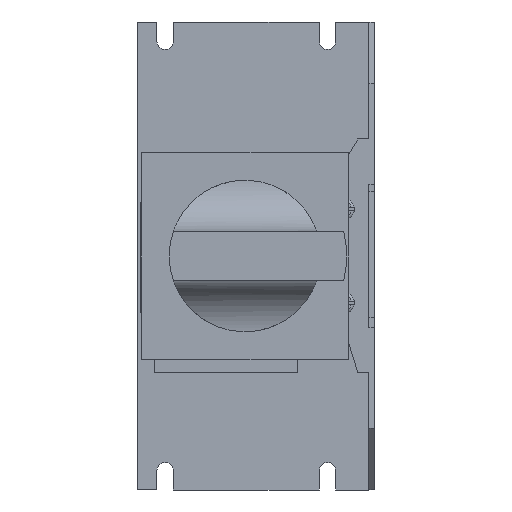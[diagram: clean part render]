
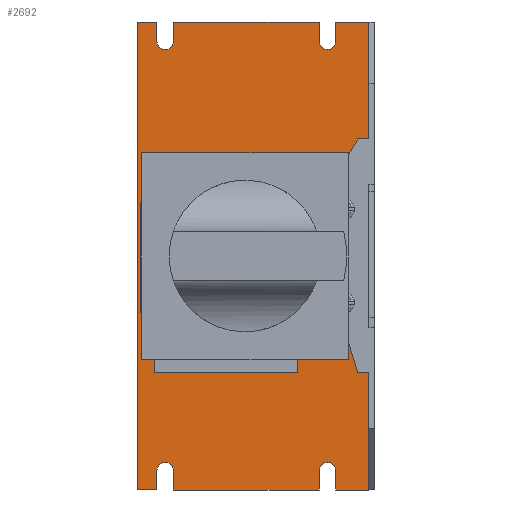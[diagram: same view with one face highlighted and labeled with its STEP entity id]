
A CAD part, front view. The second image highlights one B-rep face of the part: STEP entity #2692.
In plain terms, the highlighted planar face has unit normal (0, -1, 0).
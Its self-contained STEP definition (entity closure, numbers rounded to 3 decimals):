
#1276=VERTEX_POINT('',#3715);
#1368=EDGE_CURVE('',#2880,#2606,#3815,.T.);
#1374=EDGE_CURVE('',#3650,#1276,#3821,.T.);
#1440=VERTEX_POINT('',#3894);
#1490=EDGE_CURVE('',#2660,#2514,#3948,.T.);
#1504=VERTEX_POINT('',#3964);
#1522=EDGE_CURVE('',#3488,#1954,#3984,.T.);
#1564=VERTEX_POINT('',#4028);
#1712=VERTEX_POINT('',#4196);
#1744=EDGE_CURVE('',#3216,#2410,#4229,.T.);
#1860=EDGE_CURVE('',#1276,#2660,#4356,.T.);
#1878=VERTEX_POINT('',#4376);
#1902=EDGE_CURVE('',#1564,#1878,#4402,.T.);
#1954=VERTEX_POINT('',#4466);
#1984=VERTEX_POINT('',#4502);
#2136=VERTEX_POINT('',#4668);
#2342=EDGE_CURVE('',#2606,#2136,#4912,.T.);
#2360=EDGE_CURVE('',#2136,#1712,#4931,.T.);
#2410=VERTEX_POINT('',#4985);
#2424=EDGE_CURVE('',#1440,#3488,#4999,.T.);
#2462=EDGE_CURVE('',#1984,#2842,#5040,.T.);
#2514=VERTEX_POINT('',#5097);
#2526=EDGE_CURVE('',#2968,#3650,#5111,.T.);
#2606=VERTEX_POINT('',#5199);
#2620=EDGE_CURVE('',#2842,#1440,#5214,.T.);
#2660=VERTEX_POINT('',#5257);
#2692=ADVANCED_FACE('',(#5293),#5294,.T.);
#2802=EDGE_CURVE('',#1712,#1504,#5412,.T.);
#2832=EDGE_CURVE('',#1954,#2968,#5447,.T.);
#2842=VERTEX_POINT('',#5459);
#2880=VERTEX_POINT('',#5498);
#2954=VERTEX_POINT('',#5579);
#2968=VERTEX_POINT('',#5595);
#3026=EDGE_CURVE('',#2410,#1564,#5657,.T.);
#3188=EDGE_CURVE('',#1878,#1984,#5839,.T.);
#3206=EDGE_CURVE('',#2514,#2880,#5860,.T.);
#3216=VERTEX_POINT('',#5872);
#3488=VERTEX_POINT('',#6165);
#3518=EDGE_CURVE('',#2954,#3216,#6196,.T.);
#3650=VERTEX_POINT('',#6340);
#3654=EDGE_CURVE('',#1504,#2954,#6345,.T.);
#3715=CARTESIAN_POINT('',(-32.0,-2.0,85.0));
#3815=LINE('',#6562,#6563);
#3821=LINE('',#6573,#6574);
#3894=CARTESIAN_POINT('',(-26.0,-2.0,-78.0));
#3948=CIRCLE('',#6777,3.0);
#3964=CARTESIAN_POINT('',(33.0,-2.0,85.));
#3984=LINE('',#6831,#6832);
#4028=CARTESIAN_POINT('',(33.0,-2.0,-78.));
#4196=CARTESIAN_POINT('',(33.0,-2.0,78.));
#4229=LINE('',#7188,#7189);
#4356=LINE('',#7473,#7474);
#4376=CARTESIAN_POINT('',(27.0,-2.0,-78.));
#4402=CIRCLE('',#7536,3.0);
#4466=CARTESIAN_POINT('',(-32.0,-2.0,-85.0));
#4502=CARTESIAN_POINT('',(27.0,-2.0,-85.));
#4668=CARTESIAN_POINT('',(27.0,-2.0,78.));
#4912=LINE('',#8275,#8276);
#4931=CIRCLE('',#8306,3.0);
#4985=CARTESIAN_POINT('',(33.0,-2.0,-85.));
#4999=CIRCLE('',#8397,3.0);
#5040=LINE('',#8451,#8452);
#5097=CARTESIAN_POINT('',(-26.0,-2.0,78.0));
#5111=LINE('',#8548,#8549);
#5199=CARTESIAN_POINT('',(27.0,-2.0,85.));
#5214=LINE('',#8720,#8721);
#5257=CARTESIAN_POINT('',(-32.0,-2.0,78.0));
#5293=FACE_OUTER_BOUND('',#8836,.T.);
#5294=PLANE('',#8837);
#5412=LINE('',#9039,#9040);
#5447=LINE('',#9080,#9081);
#5459=CARTESIAN_POINT('',(-26.0,-2.0,-85.));
#5498=CARTESIAN_POINT('',(-26.0,-2.0,85.));
#5579=CARTESIAN_POINT('',(45.0,-2.0,85.));
#5595=CARTESIAN_POINT('',(-39.0,-2.0,-85.0));
#5657=LINE('',#9455,#9456);
#5839=LINE('',#9713,#9714);
#5860=LINE('',#9742,#9743);
#5872=CARTESIAN_POINT('',(45.0,-2.0,-85.));
#6165=CARTESIAN_POINT('',(-32.0,-2.0,-78.0));
#6196=LINE('',#10309,#10310);
#6340=CARTESIAN_POINT('',(-39.0,-2.0,85.0));
#6345=LINE('',#10510,#10511);
#6562=CARTESIAN_POINT('',(-26.0,-2.0,85.));
#6563=VECTOR('',#10637,1.0);
#6573=CARTESIAN_POINT('',(-39.0,-2.0,85.0));
#6574=VECTOR('',#10642,1.0);
#6777=AXIS2_PLACEMENT_3D('',#10780,#10781,#10782);
#6831=CARTESIAN_POINT('',(-32.0,-2.0,-78.0));
#6832=VECTOR('',#10826,1.0);
#7188=CARTESIAN_POINT('',(47.0,-2.0,-85.));
#7189=VECTOR('',#11106,1.0);
#7473=CARTESIAN_POINT('',(-32.0,-2.0,85.0));
#7474=VECTOR('',#11223,1.0);
#7536=AXIS2_PLACEMENT_3D('',#11272,#11273,#11274);
#8275=CARTESIAN_POINT('',(27.0,-2.0,85.));
#8276=VECTOR('',#11942,1.0);
#8306=AXIS2_PLACEMENT_3D('',#11956,#11957,#11958);
#8397=AXIS2_PLACEMENT_3D('',#12007,#12008,#12009);
#8451=CARTESIAN_POINT('',(27.0,-2.0,-85.));
#8452=VECTOR('',#12042,1.0);
#8548=CARTESIAN_POINT('',(-39.0,-2.0,-85.0));
#8549=VECTOR('',#12146,1.0);
#8720=CARTESIAN_POINT('',(-26.0,-2.0,-85.));
#8721=VECTOR('',#12248,1.0);
#8836=EDGE_LOOP('',(#12336,#12337,#12338,#12339,#12340,#12341,#12342,#12343,#12344,#12345,#12346,#12347,#12348,#12349,#12350,#12351,#12352,#12353,#12354,#12355));
#8837=AXIS2_PLACEMENT_3D('',#12356,#12357,#12358);
#9039=CARTESIAN_POINT('',(33.0,-2.0,78.));
#9040=VECTOR('',#12480,1.0);
#9080=CARTESIAN_POINT('',(-32.0,-2.0,-85.0));
#9081=VECTOR('',#12517,1.0);
#9455=CARTESIAN_POINT('',(33.0,-2.0,-85.));
#9456=VECTOR('',#12723,1.0);
#9713=CARTESIAN_POINT('',(27.0,-2.0,-78.));
#9714=VECTOR('',#12923,1.0);
#9742=CARTESIAN_POINT('',(-26.0,-2.0,78.0));
#9743=VECTOR('',#12951,1.0);
#10309=CARTESIAN_POINT('',(45.0,-2.0,0.));
#10310=VECTOR('',#13251,1.0);
#10510=CARTESIAN_POINT('',(33.0,-2.0,85.));
#10511=VECTOR('',#13389,1.0);
#10637=DIRECTION('',(1.0,0.0,0.0));
#10642=DIRECTION('',(1.0,0.0,0.0));
#10780=CARTESIAN_POINT('',(-29.0,-2.0,78.0));
#10781=DIRECTION('',(0.0,-1.0,0.0));
#10782=DIRECTION('',(-1.0,0.0,0.0));
#10826=DIRECTION('',(0.0,0.0,-1.0));
#11106=DIRECTION('',(-1.0,0.0,0.0));
#11223=DIRECTION('',(0.0,0.0,-1.0));
#11272=CARTESIAN_POINT('',(30.0,-2.0,-78.));
#11273=DIRECTION('',(0.0,-1.0,0.0));
#11274=DIRECTION('',(1.0,0.0,0.0));
#11942=DIRECTION('',(0.0,0.0,-1.0));
#11956=CARTESIAN_POINT('',(30.0,-2.0,78.));
#11957=DIRECTION('',(0.0,-1.0,0.0));
#11958=DIRECTION('',(-1.0,0.0,0.0));
#12007=CARTESIAN_POINT('',(-29.0,-2.0,-78.0));
#12008=DIRECTION('',(0.0,-1.0,0.0));
#12009=DIRECTION('',(1.0,0.0,0.));
#12042=DIRECTION('',(-1.0,0.0,0.0));
#12146=DIRECTION('',(0.0,0.0,1.0));
#12248=DIRECTION('',(0.0,0.0,1.0));
#12336=ORIENTED_EDGE('',*,*,#3518,.F.);
#12337=ORIENTED_EDGE('',*,*,#3654,.F.);
#12338=ORIENTED_EDGE('',*,*,#2802,.F.);
#12339=ORIENTED_EDGE('',*,*,#2360,.F.);
#12340=ORIENTED_EDGE('',*,*,#2342,.F.);
#12341=ORIENTED_EDGE('',*,*,#1368,.F.);
#12342=ORIENTED_EDGE('',*,*,#3206,.F.);
#12343=ORIENTED_EDGE('',*,*,#1490,.F.);
#12344=ORIENTED_EDGE('',*,*,#1860,.F.);
#12345=ORIENTED_EDGE('',*,*,#1374,.F.);
#12346=ORIENTED_EDGE('',*,*,#2526,.F.);
#12347=ORIENTED_EDGE('',*,*,#2832,.F.);
#12348=ORIENTED_EDGE('',*,*,#1522,.F.);
#12349=ORIENTED_EDGE('',*,*,#2424,.F.);
#12350=ORIENTED_EDGE('',*,*,#2620,.F.);
#12351=ORIENTED_EDGE('',*,*,#2462,.F.);
#12352=ORIENTED_EDGE('',*,*,#3188,.F.);
#12353=ORIENTED_EDGE('',*,*,#1902,.F.);
#12354=ORIENTED_EDGE('',*,*,#3026,.F.);
#12355=ORIENTED_EDGE('',*,*,#1744,.F.);
#12356=CARTESIAN_POINT('',(3.581,-2.0,0.));
#12357=DIRECTION('',(0.0,-1.0,0.0));
#12358=DIRECTION('',(1.0,0.0,0.0));
#12480=DIRECTION('',(0.0,0.0,1.0));
#12517=DIRECTION('',(-1.0,0.0,0.0));
#12723=DIRECTION('',(0.0,0.0,1.0));
#12923=DIRECTION('',(0.0,0.0,-1.0));
#12951=DIRECTION('',(0.0,0.0,1.0));
#13251=DIRECTION('',(0.0,0.0,-1.0));
#13389=DIRECTION('',(1.0,0.0,0.0));
